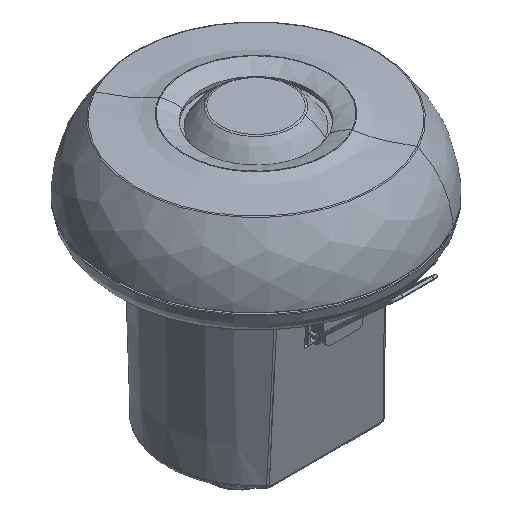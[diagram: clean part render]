
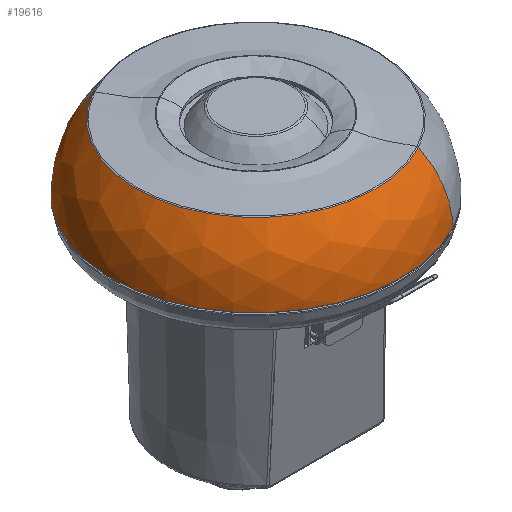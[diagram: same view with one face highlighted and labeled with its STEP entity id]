
A CAD part, isometric view. The second image highlights one B-rep face of the part: STEP entity #19616.
In plain terms, the highlighted face is a revolution surface.
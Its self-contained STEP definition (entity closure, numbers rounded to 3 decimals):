
#19575=AXIS2_PLACEMENT_3D('Circle Axis2P3D',#19573,#19574,$) ;
#19607=AXIS2_PLACEMENT_3D('Circle Axis2P3D',#19605,#19606,$) ;
#963=CARTESIAN_POINT('Control Point',(-20.171,36.923,30.075)) ;
#964=CARTESIAN_POINT('Control Point',(-20.624,37.752,28.979)) ;
#965=CARTESIAN_POINT('Control Point',(-21.052,38.535,27.844)) ;
#966=CARTESIAN_POINT('Control Point',(-21.455,39.274,26.67)) ;
#967=CARTESIAN_POINT('Control Point',(-22.252,40.732,24.113)) ;
#968=CARTESIAN_POINT('Control Point',(-22.921,41.957,21.392)) ;
#969=CARTESIAN_POINT('Control Point',(-23.232,42.527,19.921)) ;
#970=CARTESIAN_POINT('Control Point',(-23.748,43.471,16.937)) ;
#971=CARTESIAN_POINT('Control Point',(-24.092,44.099,13.85)) ;
#972=CARTESIAN_POINT('Control Point',(-24.226,44.345,12.302)) ;
#973=CARTESIAN_POINT('Control Point',(-24.375,44.618,10.398)) ;
#974=CARTESIAN_POINT('Control Point',(-24.436,44.73,8.483)) ;
#975=CARTESIAN_POINT('Control Point',(-24.444,44.745,8.133)) ;
#976=CARTESIAN_POINT('Control Point',(-24.448,44.751,7.783)) ;
#977=CARTESIAN_POINT('Control Point',(-24.447,44.749,7.432)) ;
#978=CARTESIAN_POINT('Vertex',(-20.171,36.923,30.075)) ;
#980=CARTESIAN_POINT('Vertex',(-24.447,44.749,7.432)) ;
#987=CARTESIAN_POINT('Vertex',(20.171,-36.923,30.075)) ;
#991=CARTESIAN_POINT('Control Point',(20.171,-36.923,30.075)) ;
#992=CARTESIAN_POINT('Control Point',(20.624,-37.752,28.979)) ;
#993=CARTESIAN_POINT('Control Point',(21.052,-38.535,27.844)) ;
#994=CARTESIAN_POINT('Control Point',(21.455,-39.274,26.67)) ;
#995=CARTESIAN_POINT('Control Point',(22.252,-40.732,24.113)) ;
#996=CARTESIAN_POINT('Control Point',(22.921,-41.957,21.392)) ;
#997=CARTESIAN_POINT('Control Point',(23.232,-42.527,19.921)) ;
#998=CARTESIAN_POINT('Control Point',(23.748,-43.471,16.937)) ;
#999=CARTESIAN_POINT('Control Point',(24.092,-44.099,13.85)) ;
#1000=CARTESIAN_POINT('Control Point',(24.226,-44.345,12.302)) ;
#1001=CARTESIAN_POINT('Control Point',(24.375,-44.618,10.398)) ;
#1002=CARTESIAN_POINT('Control Point',(24.436,-44.73,8.483)) ;
#1003=CARTESIAN_POINT('Control Point',(24.444,-44.745,8.133)) ;
#1004=CARTESIAN_POINT('Control Point',(24.448,-44.751,7.783)) ;
#1005=CARTESIAN_POINT('Control Point',(24.447,-44.749,7.432)) ;
#1006=CARTESIAN_POINT('Vertex',(24.447,-44.749,7.432)) ;
#19573=CARTESIAN_POINT('Axis2P3D Location',(0.,0.,30.075)) ;
#19586=CARTESIAN_POINT('Control Point',(0.,-42.073,30.075)) ;
#19587=CARTESIAN_POINT('Control Point',(0.,-43.018,28.979)) ;
#19588=CARTESIAN_POINT('Control Point',(0.,-43.911,27.844)) ;
#19589=CARTESIAN_POINT('Control Point',(0.,-44.752,26.67)) ;
#19590=CARTESIAN_POINT('Control Point',(0.,-46.414,24.113)) ;
#19591=CARTESIAN_POINT('Control Point',(0.,-47.81,21.392)) ;
#19592=CARTESIAN_POINT('Control Point',(0.,-48.459,19.921)) ;
#19593=CARTESIAN_POINT('Control Point',(0.,-49.535,16.937)) ;
#19594=CARTESIAN_POINT('Control Point',(0.,-50.251,13.85)) ;
#19595=CARTESIAN_POINT('Control Point',(0.,-50.531,12.302)) ;
#19596=CARTESIAN_POINT('Control Point',(0.,-50.842,10.398)) ;
#19597=CARTESIAN_POINT('Control Point',(0.,-50.97,8.483)) ;
#19598=CARTESIAN_POINT('Control Point',(0.,-50.986,8.133)) ;
#19599=CARTESIAN_POINT('Control Point',(0.,-50.994,7.783)) ;
#19600=CARTESIAN_POINT('Control Point',(0.,-50.991,7.432)) ;
#19601=CARTESIAN_POINT('Axis1P Location',(0.,0.,13.343)) ;
#19605=CARTESIAN_POINT('Axis2P3D Location',(0.,0.,7.432)) ;
#19574=DIRECTION('Axis2P3D Direction',(0.,-0.,1.)) ;
#19602=DIRECTION('Axis1P Direction',(0.,0.,1.)) ;
#19606=DIRECTION('Axis2P3D Direction',(0.,0.,1.)) ;
#19603=AXIS1_PLACEMENT('Revolution Surface Axis1P',#19601,#19602) ;
#19611=ORIENTED_EDGE('',*,*,#1008,.F.) ;
#19612=ORIENTED_EDGE('',*,*,#19577,.F.) ;
#19613=ORIENTED_EDGE('',*,*,#982,.T.) ;
#19614=ORIENTED_EDGE('',*,*,#19609,.T.) ;
#19616=ADVANCED_FACE('Body.2',(#19615),#19604,.F.) ;
#962=B_SPLINE_CURVE_WITH_KNOTS('',5,(#963,#964,#965,#966,#967,#968,#969,#970,#971,#972,#973,#974,#975,#976,#977),.UNSPECIFIED.,.F.,.U.,(6,3,3,3,6),(0.228,7.444,15.427,23.267,25.017),.UNSPECIFIED.) ;
#990=B_SPLINE_CURVE_WITH_KNOTS('',5,(#991,#992,#993,#994,#995,#996,#997,#998,#999,#1000,#1001,#1002,#1003,#1004,#1005),.UNSPECIFIED.,.F.,.U.,(6,3,3,3,6),(0.228,7.444,15.427,23.267,25.017),.UNSPECIFIED.) ;
#19585=B_SPLINE_CURVE_WITH_KNOTS('',5,(#19586,#19587,#19588,#19589,#19590,#19591,#19592,#19593,#19594,#19595,#19596,#19597,#19598,#19599,#19600),.UNSPECIFIED.,.F.,.U.,(6,3,3,3,6),(0.228,7.444,15.427,23.267,25.017),.UNSPECIFIED.) ;
#19576=CIRCLE('generated circle',#19575,42.073) ;
#19608=CIRCLE('generated circle',#19607,50.991) ;
#982=EDGE_CURVE('',#979,#981,#962,.T.) ;
#1008=EDGE_CURVE('',#988,#1007,#990,.T.) ;
#19577=EDGE_CURVE('',#979,#988,#19576,.T.) ;
#19609=EDGE_CURVE('',#981,#1007,#19608,.T.) ;
#19610=EDGE_LOOP('',(#19611,#19612,#19613,#19614)) ;
#19615=FACE_OUTER_BOUND('',#19610,.T.) ;
#19604=SURFACE_OF_REVOLUTION('Surface of Revolution',#19585,#19603) ;
#979=VERTEX_POINT('',#978) ;
#981=VERTEX_POINT('',#980) ;
#988=VERTEX_POINT('',#987) ;
#1007=VERTEX_POINT('',#1006) ;
